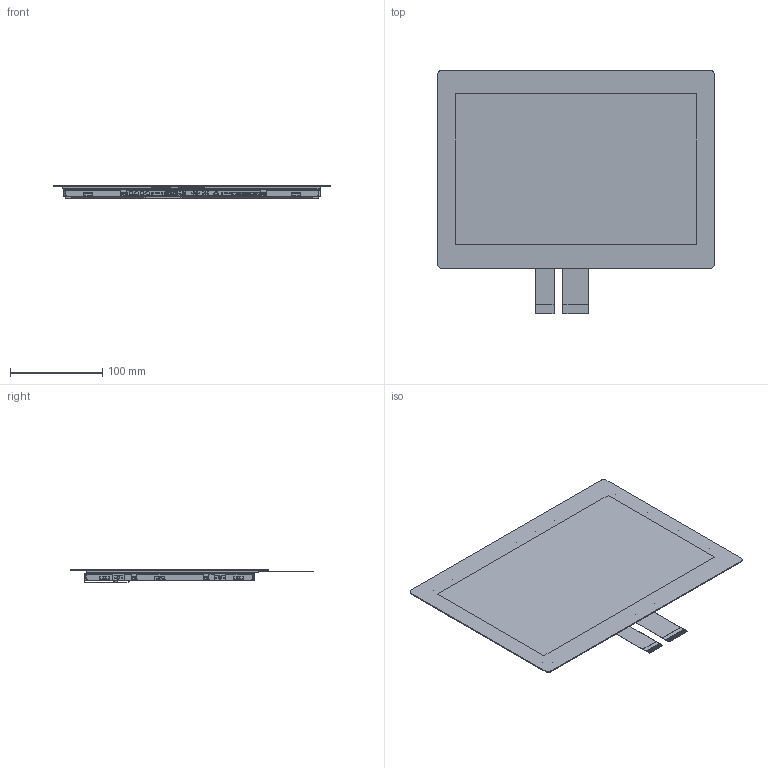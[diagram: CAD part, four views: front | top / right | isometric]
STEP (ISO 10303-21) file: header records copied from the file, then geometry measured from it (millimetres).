
FILE_DESCRIPTION(/* description */ (''),/* implementation_level */ '2;1');
FILE_NAME(/* name */ 'HP_TK-SPA121WX-01.stp',/* time_stamp */ '2023-09-15T14:02:55+09:00',/* author */ ('KIKOU-CAD2'),/* organization */ (''),/* preprocessor_version */ 'ST-DEVELOPER v18.1',/* originating_system */ 'Autodesk Inventor 2020',/* authorisation */ '');
FILE_SCHEMA (('AUTOMOTIVE_DESIGN { 1 0 10303 214 3 1 1 }'));
Products named in the file (1): HP_TK-SPA121WX-01
Bounding box: 299.5 x 263.95 x 14.71 mm (x, y, z)
Volume: 277410 mm3; surface area: 431254.8 mm2
Topology: 1 solids, 2 shells, 4777 faces, 12841 edges, 7978 vertices
Faces by surface type: plane 3370, cylinder 1084, sphere 126, bspline 113, torus 72, cone 12
Full cylindrical faces by diameter (mm): 1 x4, 1.8 x4, 2 x6, 2.1 x1, 3 x6, 3.2 x4, 4 x4, 5.03 x2
Entity records: 154874 total; most frequent: CARTESIAN_POINT 34118, ORIENTED_EDGE 25678, DIRECTION 24433, EDGE_CURVE 12839, LINE 10227, VECTOR 10227, VERTEX_POINT 7978, AXIS2_PLACEMENT_3D 7103
